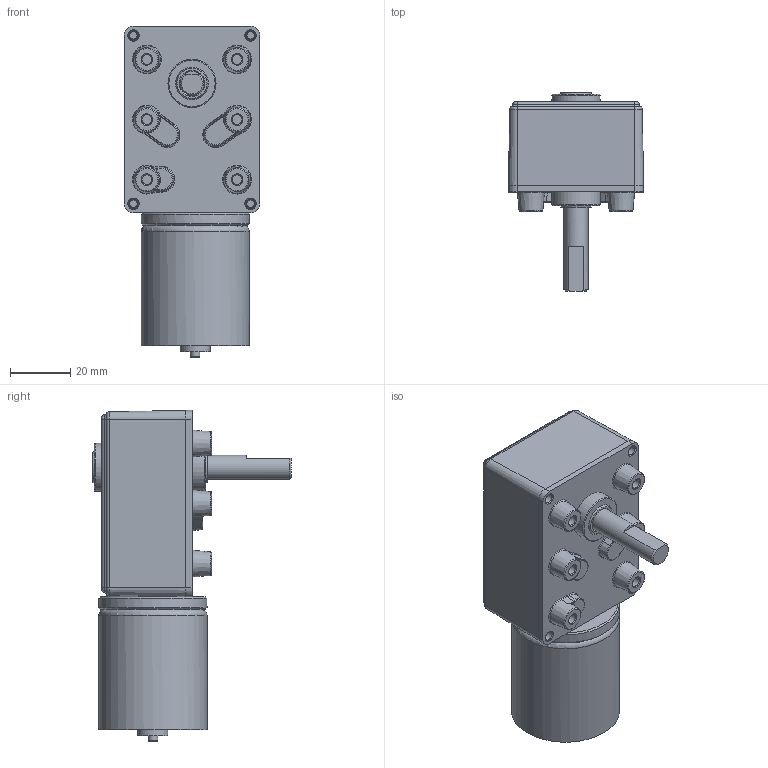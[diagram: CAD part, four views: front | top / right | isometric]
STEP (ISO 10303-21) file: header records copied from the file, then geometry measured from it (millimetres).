
FILE_DESCRIPTION((''),'2;1');
FILE_NAME('KWB+3640.stp','2020-12-08T15:16:24',('LEEKA'),(''),'Autodesk Inventor 2012','Autodesk Inventor 2012','');
FILE_SCHEMA(('AUTOMOTIVE_DESIGN { 1 0 10303 214 1 1 1 1 }'));
Length unit declared in the file: millimetre
Products named in the file (1): 부품22
Bounding box: 45 x 66 x 110.2 mm (x, y, z)
Volume: 131201.6 mm3; surface area: 22277.2 mm2
Topology: 12 solids, 12 shells, 301 faces, 607 edges, 358 vertices
Faces by surface type: cylinder 93, plane 89, torus 47, cone 46, bspline 26
Full cylindrical faces by diameter (mm): 2.5 x8, 3 x2, 3.175 x1, 3.2 x6, 3.3 x6, 3.43 x1, 4.2 x4, 6 x2, 8 x2, 9.05 x1, 10 x1, 10.9 x2, 11 x1, 13.5 x1, 14 x2, 14.5 x2, 16 x1, 36 x2
Entity records: 8042 total; most frequent: CARTESIAN_POINT 2067, DIRECTION 1326, ORIENTED_EDGE 992, AXIS2_PLACEMENT_3D 604, EDGE_CURVE 496, EDGE_LOOP 440, VERTEX_POINT 346, CIRCLE 328
